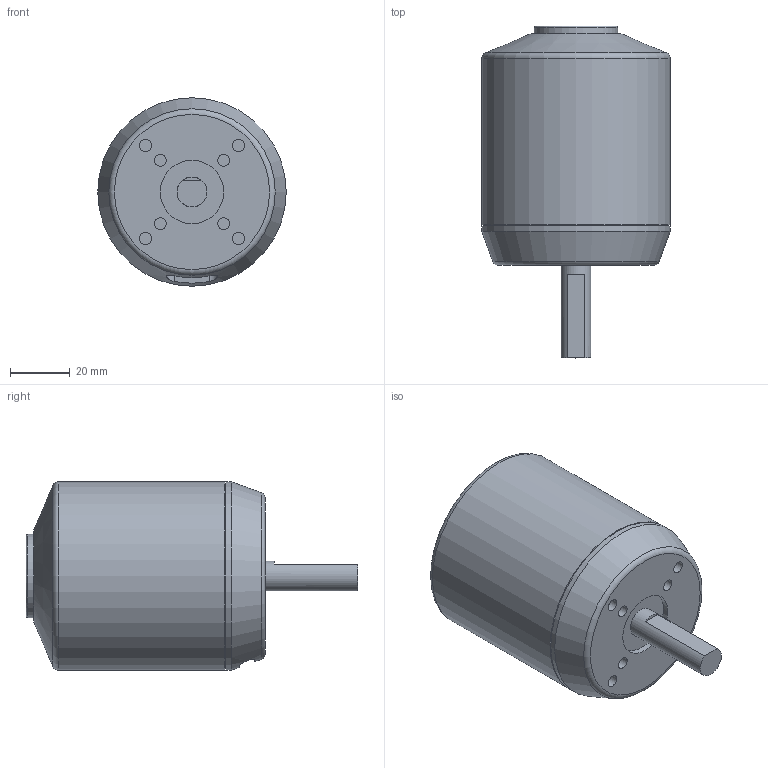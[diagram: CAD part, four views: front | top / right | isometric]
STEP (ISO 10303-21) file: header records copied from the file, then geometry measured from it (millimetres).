
FILE_DESCRIPTION(/* description */ (''),/* implementation_level */ '2;1');
FILE_NAME(/* name */ '6384 Motor v5.step',/* time_stamp */ '2022-06-08T05:10:01+02:00',/* author */ (''),/* organization */ (''),/* preprocessor_version */ 'ST-DEVELOPER v19',/* originating_system */ 'Autodesk Translation Framework v11.7.0.108',/* authorisation */ '');
FILE_SCHEMA (('AUTOMOTIVE_DESIGN { 1 0 10303 214 3 1 1 }'));
Length unit declared in the file: millimetre
Products named in the file (1): 6384 Motor
Bounding box: 63 x 111 x 63 mm (x, y, z)
Volume: 228991.5 mm3; surface area: 22854.4 mm2
Topology: 1 solids, 1 shells, 52 faces, 95 edges, 63 vertices
Faces by surface type: plane 26, cylinder 21, torus 3, cone 2
Full cylindrical faces by diameter (mm): 4 x12, 10 x1, 21.26 x1, 28 x1, 60 x1, 63 x2
Entity records: 1397 total; most frequent: DIRECTION 257, CARTESIAN_POINT 250, ORIENTED_EDGE 190, AXIS2_PLACEMENT_3D 111, EDGE_CURVE 95, EDGE_LOOP 70, VERTEX_POINT 63, CIRCLE 58
